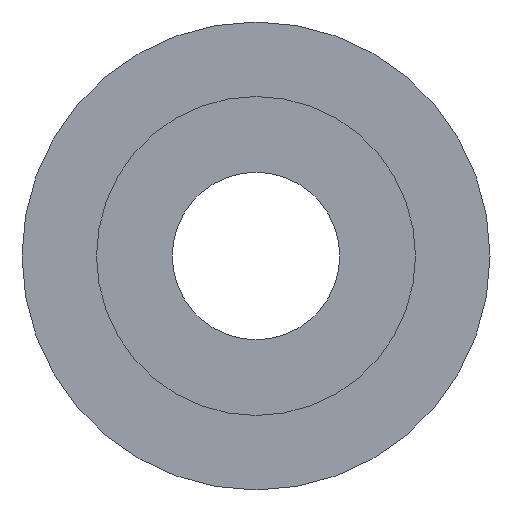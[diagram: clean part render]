
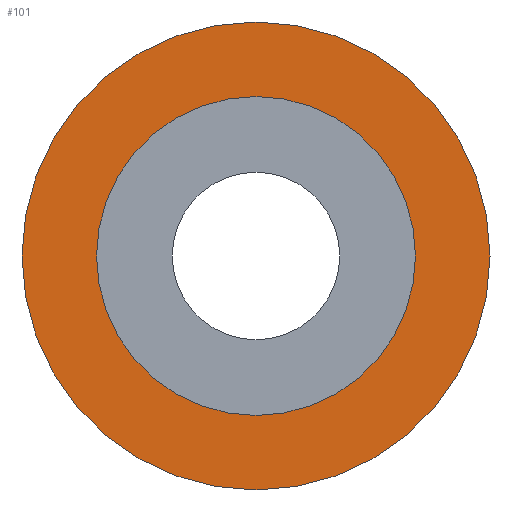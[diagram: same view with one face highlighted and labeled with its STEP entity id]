
A CAD part, front view. The second image highlights one B-rep face of the part: STEP entity #101.
In plain terms, the highlighted planar face has unit normal (0, -1, 0).
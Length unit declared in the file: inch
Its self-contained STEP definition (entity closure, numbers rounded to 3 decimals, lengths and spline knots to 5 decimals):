
#16=FACE_BOUND('',#37,.T.);
#19=PLANE('',#128);
#28=FACE_OUTER_BOUND('',#36,.T.);
#36=EDGE_LOOP('',(#88));
#37=EDGE_LOOP('',(#89));
#50=CIRCLE('',#120,0.46224);
#53=CIRCLE('',#125,0.315);
#57=VERTEX_POINT('',#170);
#60=VERTEX_POINT('',#180);
#65=EDGE_CURVE('',#57,#57,#50,.T.);
#69=EDGE_CURVE('',#60,#60,#53,.T.);
#88=ORIENTED_EDGE('',*,*,#65,.T.);
#89=ORIENTED_EDGE('',*,*,#69,.T.);
#101=ADVANCED_FACE('',(#28,#16),#19,.T.);
#120=AXIS2_PLACEMENT_3D('',#172,#139,#140);
#125=AXIS2_PLACEMENT_3D('',#181,#150,#151);
#128=AXIS2_PLACEMENT_3D('',#186,#157,#158);
#139=DIRECTION('center_axis',(0.,-1.,0.));
#140=DIRECTION('ref_axis',(1.,0.,0.));
#150=DIRECTION('center_axis',(0.,1.,0.));
#151=DIRECTION('ref_axis',(1.,0.,0.));
#157=DIRECTION('center_axis',(0.,-1.,0.));
#158=DIRECTION('ref_axis',(0.,0.,-1.));
#170=CARTESIAN_POINT('',(-1.682,0.68,29.));
#172=CARTESIAN_POINT('Origin',(-1.21976,0.68,29.));
#180=CARTESIAN_POINT('',(-1.53476,0.68,29.));
#181=CARTESIAN_POINT('Origin',(-1.21976,0.68,29.));
#186=CARTESIAN_POINT('Origin',(-1.21976,0.68,29.));
